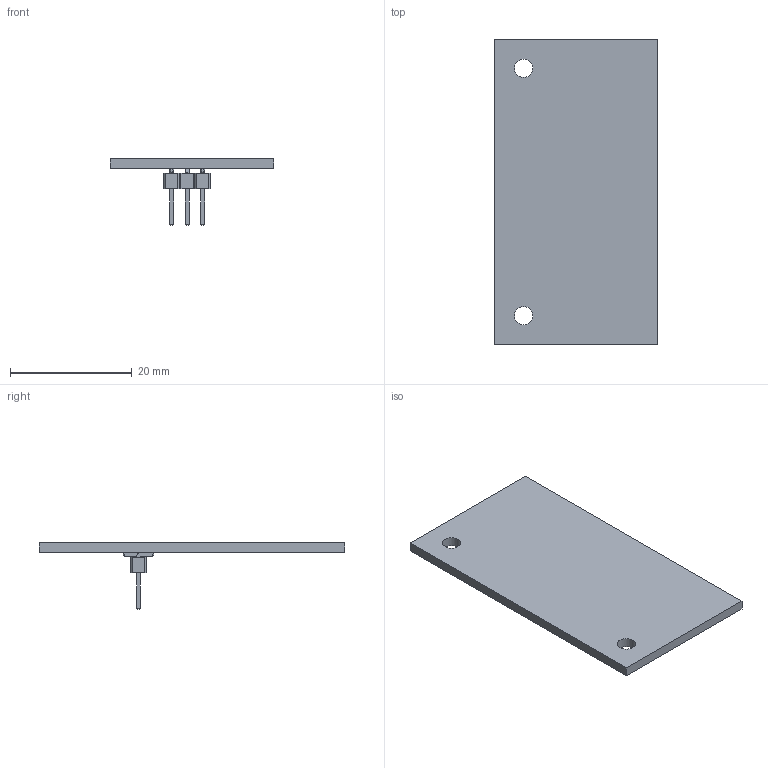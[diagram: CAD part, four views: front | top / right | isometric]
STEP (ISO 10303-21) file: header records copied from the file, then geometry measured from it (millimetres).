
FILE_DESCRIPTION(('KiCad electronic assembly'),'2;1');
FILE_NAME('PINHOLDER01.step','2023-04-13T00:46:14',('Pcbnew'),('Kicad'), 'Open CASCADE STEP processor 7.5','KiCad to STEP converter','Unknown' );
FILE_SCHEMA(('AUTOMOTIVE_DESIGN { 1 0 10303 214 1 1 1 1 }'));
Length unit declared in the file: millimetre
Products named in the file (4): PINHOLDER01 1; PinHeader_1x03_P2.54mm_Vertical_SMD_Pin1Left; SOLID; tmp1w0o8da8 PCB
Assembly tree (3 placements, depth 3):
  PINHOLDER01 1
    PinHeader_1x03_P2.54mm_Vertical_SMD_Pin1Left
      SOLID
    tmp1w0o8da8 PCB
Bounding box: 26.89 x 50.3 x 10.95 mm (x, y, z)
Volume: 2200.2 mm3; surface area: 3110 mm2
Topology: 2 solids, 2 shells, 93 faces, 225 edges, 142 vertices
Faces by surface type: plane 88, cylinder 5
Full cylindrical faces by diameter (mm): 3 x2
Entity records: 6261 total; most frequent: CARTESIAN_POINT 938, DIRECTION 875, LINE 655, VECTOR 655, ORIENTED_EDGE 450, PCURVE 450, DEFINITIONAL_REPRESENTATION 450, EDGE_CURVE 225
